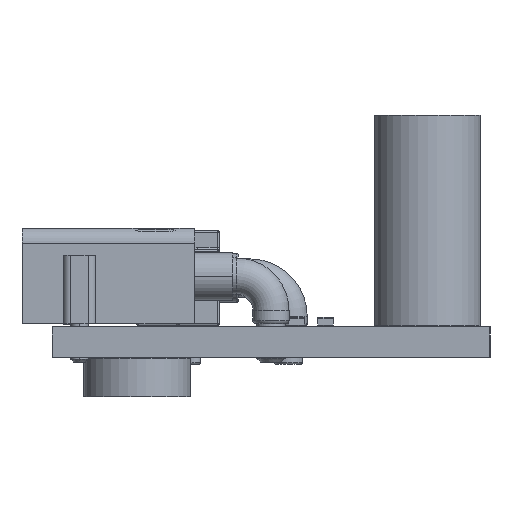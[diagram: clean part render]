
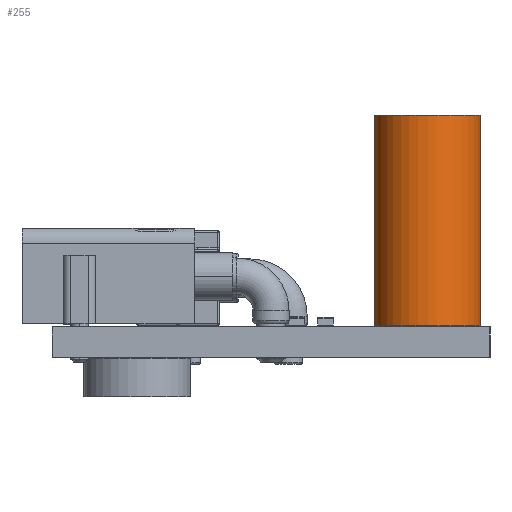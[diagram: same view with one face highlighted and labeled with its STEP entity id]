
A CAD part, left-side view. The second image highlights one B-rep face of the part: STEP entity #255.
In plain terms, the highlighted cylindrical face has radius 2.78 mm (diameter 5.56 mm), a full revolution.
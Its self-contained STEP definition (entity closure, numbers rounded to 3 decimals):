
#200 = PLANE('',#201);
#201 = AXIS2_PLACEMENT_3D('',#202,#203,#204);
#202 = CARTESIAN_POINT('',(2.413,0.,0.));
#203 = DIRECTION('',(0.,0.,-1.));
#204 = DIRECTION('',(-1.,0.,0.));
#223 = EDGE_CURVE('',#224,#224,#226,.T.);
#224 = VERTEX_POINT('',#225);
#225 = CARTESIAN_POINT('',(2.78,0.,0.));
#226 = SURFACE_CURVE('',#227,(#232,#243),.PCURVE_S1.);
#227 = CIRCLE('',#228,2.78);
#228 = AXIS2_PLACEMENT_3D('',#229,#230,#231);
#229 = CARTESIAN_POINT('',(0.,0.,0.));
#230 = DIRECTION('',(0.,0.,1.));
#231 = DIRECTION('',(1.,0.,-0.));
#232 = PCURVE('',#200,#233);
#233 = DEFINITIONAL_REPRESENTATION('',(#234),#242);
#234 = ( BOUNDED_CURVE() B_SPLINE_CURVE(2,(#235,#236,#237,#238,#239,#240
,#241),.UNSPECIFIED.,.T.,.F.) B_SPLINE_CURVE_WITH_KNOTS((1,2,2,2,2,1),(
    -2.094,0.,2.094,4.189,6.283,
8.378),.UNSPECIFIED.) CURVE() GEOMETRIC_REPRESENTATION_ITEM() 
RATIONAL_B_SPLINE_CURVE((1.,0.5,1.,0.5,1.,0.5,1.)) REPRESENTATION_ITEM(
  '') );
#235 = CARTESIAN_POINT('',(-0.368,0.));
#236 = CARTESIAN_POINT('',(-0.368,4.815));
#237 = CARTESIAN_POINT('',(3.803,2.408));
#238 = CARTESIAN_POINT('',(7.973,0.));
#239 = CARTESIAN_POINT('',(3.803,-2.408));
#240 = CARTESIAN_POINT('',(-0.368,-4.815));
#241 = CARTESIAN_POINT('',(-0.368,0.));
#242 = ( GEOMETRIC_REPRESENTATION_CONTEXT(2) 
PARAMETRIC_REPRESENTATION_CONTEXT() REPRESENTATION_CONTEXT('2D SPACE',''
  ) );
#243 = PCURVE('',#244,#249);
#244 = CYLINDRICAL_SURFACE('',#245,2.78);
#245 = AXIS2_PLACEMENT_3D('',#246,#247,#248);
#246 = CARTESIAN_POINT('',(0.,0.,-2.241));
#247 = DIRECTION('',(0.,0.,1.));
#248 = DIRECTION('',(1.,0.,-0.));
#249 = DEFINITIONAL_REPRESENTATION('',(#250),#254);
#250 = LINE('',#251,#252);
#251 = CARTESIAN_POINT('',(0.,2.241));
#252 = VECTOR('',#253,1.);
#253 = DIRECTION('',(1.,0.));
#254 = ( GEOMETRIC_REPRESENTATION_CONTEXT(2) 
PARAMETRIC_REPRESENTATION_CONTEXT() REPRESENTATION_CONTEXT('2D SPACE',''
  ) );
#255 = ADVANCED_FACE('',(#256),#244,.T.);
#256 = FACE_BOUND('',#257,.T.);
#257 = EDGE_LOOP('',(#258,#259,#281,#308));
#258 = ORIENTED_EDGE('',*,*,#223,.T.);
#259 = ORIENTED_EDGE('',*,*,#260,.T.);
#260 = EDGE_CURVE('',#224,#261,#263,.T.);
#261 = VERTEX_POINT('',#262);
#262 = CARTESIAN_POINT('',(2.78,0.,11.));
#263 = SEAM_CURVE('',#264,(#267,#274),.PCURVE_S1.);
#264 = B_SPLINE_CURVE_WITH_KNOTS('',1,(#265,#266),.UNSPECIFIED.,.F.,.F.,
  (2,2),(2.241,13.241),.PIECEWISE_BEZIER_KNOTS.);
#265 = CARTESIAN_POINT('',(2.78,0.,0.));
#266 = CARTESIAN_POINT('',(2.78,0.,11.));
#267 = PCURVE('',#244,#268);
#268 = DEFINITIONAL_REPRESENTATION('',(#269),#273);
#269 = LINE('',#270,#271);
#270 = CARTESIAN_POINT('',(6.283,0.));
#271 = VECTOR('',#272,1.);
#272 = DIRECTION('',(0.,1.));
#273 = ( GEOMETRIC_REPRESENTATION_CONTEXT(2) 
PARAMETRIC_REPRESENTATION_CONTEXT() REPRESENTATION_CONTEXT('2D SPACE',''
  ) );
#274 = PCURVE('',#244,#275);
#275 = DEFINITIONAL_REPRESENTATION('',(#276),#280);
#276 = LINE('',#277,#278);
#277 = CARTESIAN_POINT('',(0.,0.));
#278 = VECTOR('',#279,1.);
#279 = DIRECTION('',(0.,1.));
#280 = ( GEOMETRIC_REPRESENTATION_CONTEXT(2) 
PARAMETRIC_REPRESENTATION_CONTEXT() REPRESENTATION_CONTEXT('2D SPACE',''
  ) );
#281 = ORIENTED_EDGE('',*,*,#282,.F.);
#282 = EDGE_CURVE('',#261,#261,#283,.T.);
#283 = SURFACE_CURVE('',#284,(#289,#296),.PCURVE_S1.);
#284 = CIRCLE('',#285,2.78);
#285 = AXIS2_PLACEMENT_3D('',#286,#287,#288);
#286 = CARTESIAN_POINT('',(0.,0.,11.));
#287 = DIRECTION('',(0.,0.,1.));
#288 = DIRECTION('',(1.,0.,-0.));
#289 = PCURVE('',#244,#290);
#290 = DEFINITIONAL_REPRESENTATION('',(#291),#295);
#291 = LINE('',#292,#293);
#292 = CARTESIAN_POINT('',(0.,13.241));
#293 = VECTOR('',#294,1.);
#294 = DIRECTION('',(1.,0.));
#295 = ( GEOMETRIC_REPRESENTATION_CONTEXT(2) 
PARAMETRIC_REPRESENTATION_CONTEXT() REPRESENTATION_CONTEXT('2D SPACE',''
  ) );
#296 = PCURVE('',#297,#302);
#297 = PLANE('',#298);
#298 = AXIS2_PLACEMENT_3D('',#299,#300,#301);
#299 = CARTESIAN_POINT('',(1.39,0.,11.));
#300 = DIRECTION('',(0.,0.,1.));
#301 = DIRECTION('',(1.,0.,-0.));
#302 = DEFINITIONAL_REPRESENTATION('',(#303),#307);
#303 = CIRCLE('',#304,2.78);
#304 = AXIS2_PLACEMENT_2D('',#305,#306);
#305 = CARTESIAN_POINT('',(-1.39,0.));
#306 = DIRECTION('',(1.,0.));
#307 = ( GEOMETRIC_REPRESENTATION_CONTEXT(2) 
PARAMETRIC_REPRESENTATION_CONTEXT() REPRESENTATION_CONTEXT('2D SPACE',''
  ) );
#308 = ORIENTED_EDGE('',*,*,#260,.F.);
